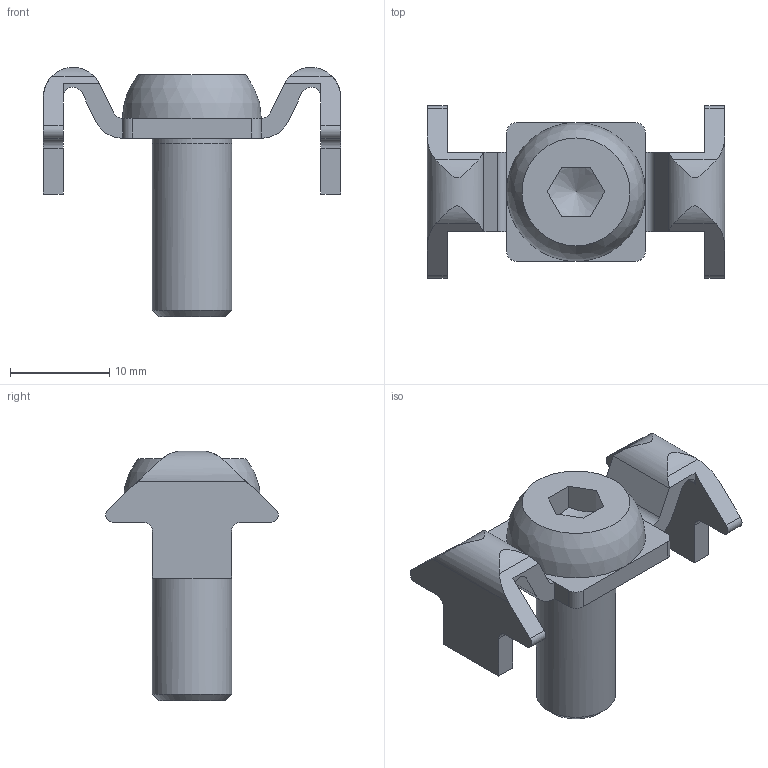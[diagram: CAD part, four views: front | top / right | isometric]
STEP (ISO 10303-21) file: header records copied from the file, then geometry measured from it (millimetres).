
FILE_DESCRIPTION(('STEP AP203'),'1');
FILE_NAME('FIXE08B1023.stp','2023-10-17T07:09:24',(' '),(' '),'Spatial InterOp 3D',' ',' ');
FILE_SCHEMA(('CONFIG_CONTROL_DESIGN'));
Length unit declared in the file: millimetre
Products named in the file (3): Fixation standard 8-30B; Vis BHC - M8x20; agrafe 8-30
Assembly tree (2 placements, depth 2):
  Fixation standard 8-30B
    Vis BHC - M8x20
    agrafe 8-30
Bounding box: 30 x 17.39 x 25.15 mm (x, y, z)
Volume: 2565.4 mm3; surface area: 2403.4 mm2
Topology: 2 solids, 2 shells, 73 faces, 193 edges, 125 vertices
Faces by surface type: plane 43, cylinder 27, cone 2, sphere 1
Full cylindrical faces by diameter (mm): 8 x2, 8.2 x1
Entity records: 2786 total; most frequent: CARTESIAN_POINT 534, DIRECTION 382, ORIENTED_EDGE 372, EDGE_CURVE 186, AXIS2_PLACEMENT_3D 131, VERTEX_POINT 125, LINE 120, VECTOR 120
